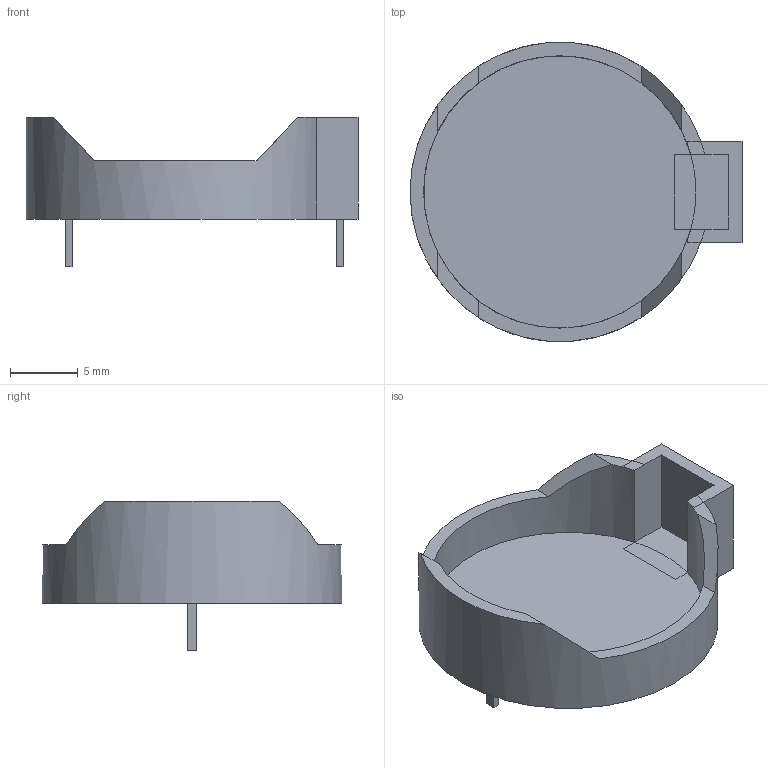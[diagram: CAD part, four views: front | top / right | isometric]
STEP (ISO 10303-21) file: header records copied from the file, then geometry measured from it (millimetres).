
FILE_DESCRIPTION(('FreeCAD Model'),'2;1');
FILE_NAME('Open CASCADE Shape Model','2024-01-13T14:49:08',('Author'),( ''),'Open CASCADE STEP processor 7.5','FreeCAD','Unknown');
FILE_SCHEMA(('AUTOMOTIVE_DESIGN { 1 0 10303 214 1 1 1 1 }'));
Length unit declared in the file: millimetre
Products named in the file (8): Unnamed; cube009; cube008; difference001; difference; difference002; cube014; cube015
Assembly tree (7 placements, depth 2):
  Unnamed
    cube009
    cube008
    difference001
    difference
    difference002
    cube014
    cube015
Bounding box: 24.5 x 22.1 x 11 mm (x, y, z)
Volume: 2295.5 mm3; surface area: 4867.6 mm2
Topology: 7 solids, 7 shells, 102 faces, 252 edges, 164 vertices
Faces by surface type: plane 96, cylinder 6
Entity records: 6538 total; most frequent: CARTESIAN_POINT 1312, DIRECTION 946, ORIENTED_EDGE 504, PCURVE 504, DEFINITIONAL_REPRESENTATION 504, LINE 468, VECTOR 468, EDGE_CURVE 252
